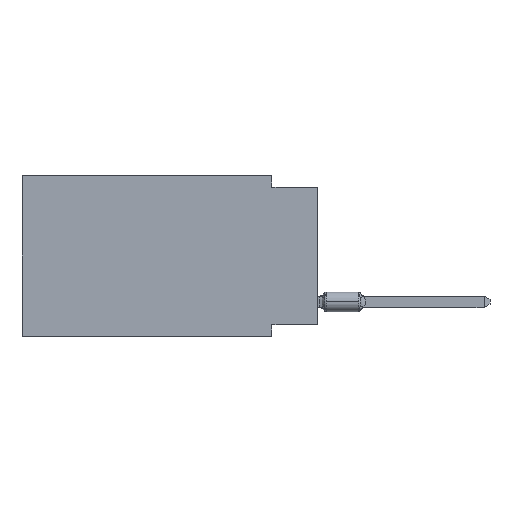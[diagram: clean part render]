
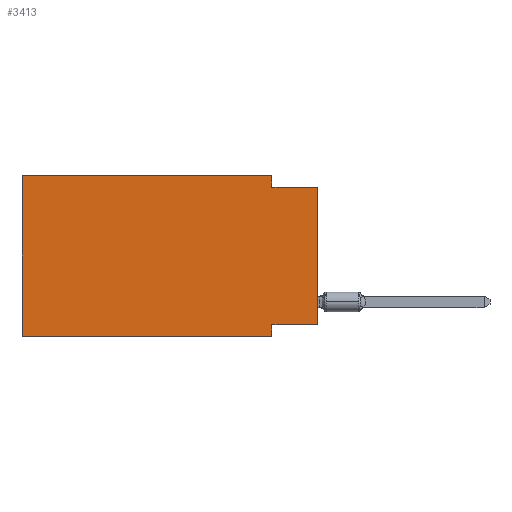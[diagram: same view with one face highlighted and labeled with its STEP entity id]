
A CAD part, left-side view. The second image highlights one B-rep face of the part: STEP entity #3413.
In plain terms, the highlighted planar face has unit normal (-1, 0, 0).
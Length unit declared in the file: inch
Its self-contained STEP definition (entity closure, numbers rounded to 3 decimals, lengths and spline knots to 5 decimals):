
#36 = DIRECTION ( 'NONE',  ( 0., 0., -1. ) ) ;
#128 = DIRECTION ( 'NONE',  ( 0., 1., 0. ) ) ;
#496 = CARTESIAN_POINT ( 'NONE',  ( 0., 0., -0.025 ) ) ;
#529 = VECTOR ( 'NONE', #9508, 39.37008 ) ;
#974 = CARTESIAN_POINT ( 'NONE',  ( 0., 0.645, 0. ) ) ;
#1052 = LINE ( 'NONE', #4506, #3775 ) ;
#1471 = CARTESIAN_POINT ( 'NONE',  ( 0., 0.1, -0.025 ) ) ;
#1843 = CARTESIAN_POINT ( 'NONE',  ( 0., 0.645, 0. ) ) ;
#2153 = EDGE_LOOP ( 'NONE', ( #5493, #5819, #10677, #14313, #3237, #9105, #10614, #11033 ) ) ;
#2340 = DIRECTION ( 'NONE',  ( 0., -1., 0. ) ) ;
#2506 = AXIS2_PLACEMENT_3D ( 'NONE', #2954, #7542, #13396 ) ;
#2565 = VERTEX_POINT ( 'NONE', #6181 ) ;
#2765 = EDGE_CURVE ( 'NONE', #9945, #9193, #13600, .T. ) ;
#2935 = CARTESIAN_POINT ( 'NONE',  ( 0., 0., -0.025 ) ) ;
#2954 = CARTESIAN_POINT ( 'NONE',  ( 0., 0.645, 0. ) ) ;
#3237 = ORIENTED_EDGE ( 'NONE', *, *, #12288, .F. ) ;
#3309 = DIRECTION ( 'NONE',  ( 0., -1., 0. ) ) ;
#3335 = EDGE_CURVE ( 'NONE', #11200, #10057, #7110, .T. ) ;
#3399 = CARTESIAN_POINT ( 'NONE',  ( 0., 0.645, -0.35 ) ) ;
#3413 = ADVANCED_FACE ( 'NONE', ( #10901 ), #5062, .F. ) ;
#3493 = VECTOR ( 'NONE', #9518, 39.37008 ) ;
#3775 = VECTOR ( 'NONE', #2340, 39.37008 ) ;
#3941 = LINE ( 'NONE', #7412, #529 ) ;
#4506 = CARTESIAN_POINT ( 'NONE',  ( 0., 0.645, -0.35 ) ) ;
#5062 = PLANE ( 'NONE',  #2506 ) ;
#5099 = EDGE_CURVE ( 'NONE', #14158, #7535, #5108, .T. ) ;
#5108 = LINE ( 'NONE', #2935, #8247 ) ;
#5123 = VECTOR ( 'NONE', #128, 39.37008 ) ;
#5198 = EDGE_CURVE ( 'NONE', #13178, #2565, #1052, .T. ) ;
#5493 = ORIENTED_EDGE ( 'NONE', *, *, #9370, .T. ) ;
#5819 = ORIENTED_EDGE ( 'NONE', *, *, #5099, .F. ) ;
#6105 = VECTOR ( 'NONE', #3309, 39.37008 ) ;
#6181 = CARTESIAN_POINT ( 'NONE',  ( 0., 0.1, -0.35 ) ) ;
#6617 = DIRECTION ( 'NONE',  ( 0., -1., 0. ) ) ;
#6677 = CARTESIAN_POINT ( 'NONE',  ( 0., 0.1, 0. ) ) ;
#6751 = EDGE_CURVE ( 'NONE', #9193, #14158, #11464, .T. ) ;
#7110 = LINE ( 'NONE', #14166, #5123 ) ;
#7412 = CARTESIAN_POINT ( 'NONE',  ( 0., 0.645, 0. ) ) ;
#7535 = VERTEX_POINT ( 'NONE', #496 ) ;
#7542 = DIRECTION ( 'NONE',  ( 1., 0., 0. ) ) ;
#7813 = EDGE_CURVE ( 'NONE', #10057, #2565, #9405, .T. ) ;
#7945 = CARTESIAN_POINT ( 'NONE',  ( 0., 0., 0. ) ) ;
#8049 = CARTESIAN_POINT ( 'NONE',  ( 0., 0.1, -0.325 ) ) ;
#8247 = VECTOR ( 'NONE', #6617, 39.37008 ) ;
#8917 = DIRECTION ( 'NONE',  ( 0., 0., -1. ) ) ;
#9105 = ORIENTED_EDGE ( 'NONE', *, *, #5198, .T. ) ;
#9193 = VERTEX_POINT ( 'NONE', #9744 ) ;
#9370 = EDGE_CURVE ( 'NONE', #11200, #7535, #13654, .T. ) ;
#9405 = LINE ( 'NONE', #14001, #13270 ) ;
#9508 = DIRECTION ( 'NONE',  ( 0., 0., 1. ) ) ;
#9518 = DIRECTION ( 'NONE',  ( 0., 0., 1. ) ) ;
#9744 = CARTESIAN_POINT ( 'NONE',  ( 0., 0.1, 0. ) ) ;
#9785 = CARTESIAN_POINT ( 'NONE',  ( 0., 0., -0.325 ) ) ;
#9945 = VERTEX_POINT ( 'NONE', #1843 ) ;
#10057 = VERTEX_POINT ( 'NONE', #8049 ) ;
#10614 = ORIENTED_EDGE ( 'NONE', *, *, #7813, .F. ) ;
#10677 = ORIENTED_EDGE ( 'NONE', *, *, #6751, .F. ) ;
#10901 = FACE_OUTER_BOUND ( 'NONE', #2153, .T. ) ;
#11033 = ORIENTED_EDGE ( 'NONE', *, *, #3335, .F. ) ;
#11200 = VERTEX_POINT ( 'NONE', #9785 ) ;
#11464 = LINE ( 'NONE', #6677, #13118 ) ;
#12288 = EDGE_CURVE ( 'NONE', #13178, #9945, #3941, .T. ) ;
#13118 = VECTOR ( 'NONE', #8917, 39.37008 ) ;
#13178 = VERTEX_POINT ( 'NONE', #3399 ) ;
#13270 = VECTOR ( 'NONE', #36, 39.37008 ) ;
#13396 = DIRECTION ( 'NONE',  ( 0., 0., -1. ) ) ;
#13600 = LINE ( 'NONE', #974, #6105 ) ;
#13654 = LINE ( 'NONE', #7945, #3493 ) ;
#14001 = CARTESIAN_POINT ( 'NONE',  ( 0., 0.1, -0.35 ) ) ;
#14158 = VERTEX_POINT ( 'NONE', #1471 ) ;
#14166 = CARTESIAN_POINT ( 'NONE',  ( 0., 0., -0.325 ) ) ;
#14313 = ORIENTED_EDGE ( 'NONE', *, *, #2765, .F. ) ;
